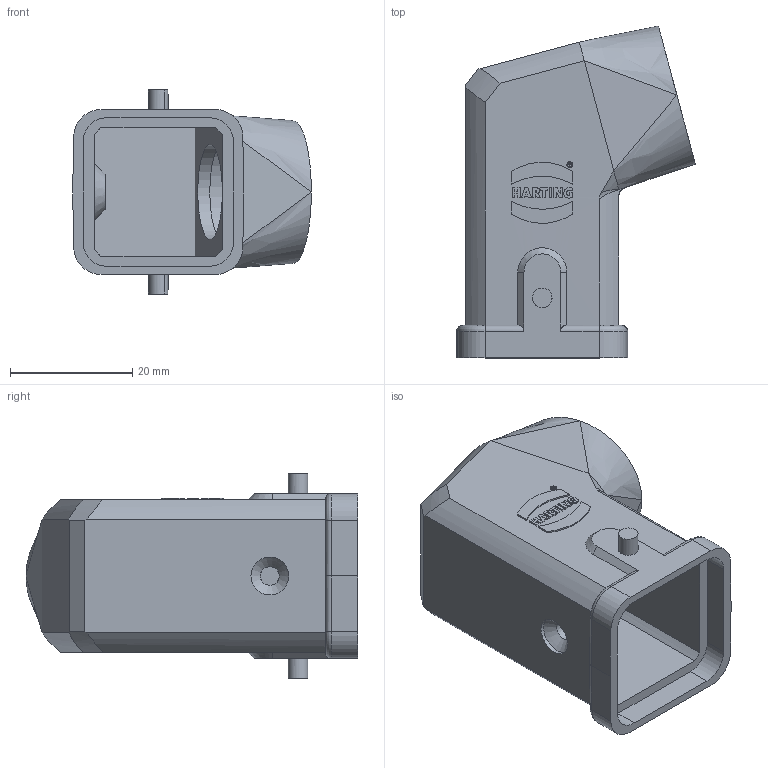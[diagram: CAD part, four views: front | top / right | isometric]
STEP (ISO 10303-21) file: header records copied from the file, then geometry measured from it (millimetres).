
FILE_DESCRIPTION(/* description */ (''),/* implementation_level */ '2;1');
FILE_NAME(/* name */ '100104673ugm000_b.stp',/* time_stamp */ '2017-09-28T18:09:38+02:00',/* author */ (''),/* organization */ (''),/* preprocessor_version */ 'ST-DEVELOPER v16',/* originating_system */ 'SIEMENS PLM Software NX 10.0',/* authorisation */ '');
FILE_SCHEMA (('AUTOMOTIVE_DESIGN { 1 0 10303 214 3 1 1 1 }'));
Length unit declared in the file: millimetre
Products named in the file (1): 100104673ugm000_b
Bounding box: 39.05 x 54.31 x 33.4 mm (x, y, z)
Volume: 11996.8 mm3; surface area: 11054.2 mm2
Topology: 1 solids, 1 shells, 201 faces, 513 edges, 337 vertices
Faces by surface type: plane 136, cylinder 33, bspline 27, cone 5
Full cylindrical faces by diameter (mm): 0.753 x1, 0.986 x1, 6.2 x1, 15.5 x1, 20 x1
Entity records: 7607 total; most frequent: CARTESIAN_POINT 2187, ORIENTED_EDGE 1008, DIRECTION 842, EDGE_CURVE 504, LINE 376, VECTOR 376, VERTEX_POINT 332, AXIS2_PLACEMENT_3D 233
